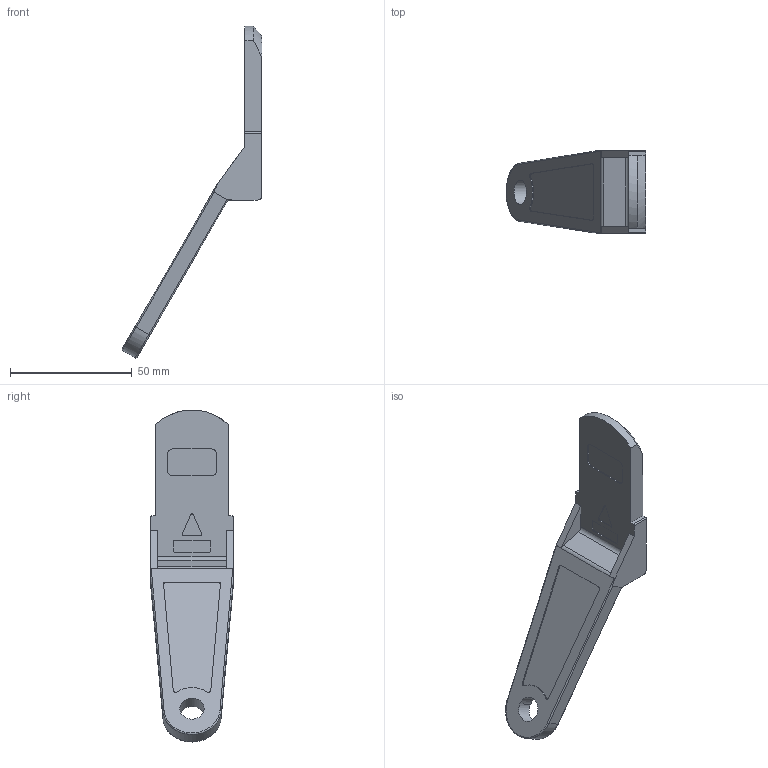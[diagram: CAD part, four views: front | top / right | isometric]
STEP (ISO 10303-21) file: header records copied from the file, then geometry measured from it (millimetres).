
FILE_DESCRIPTION((''),'2;1');
FILE_NAME('','2005-10-07T14:27:31',(''),(''),'','CADfix','');
FILE_SCHEMA(('AUTOMOTIVE_DESIGN'));
Length unit declared in the file: millimetre
Products named in the file (1): key_handle
Bounding box: 57.37 x 34 x 136.26 mm (x, y, z)
Volume: 31883.7 mm3; surface area: 11893.3 mm2
Topology: 1 solids, 1 shells, 71 faces, 193 edges, 128 vertices
Faces by surface type: bspline 71
Entity records: 2332 total; most frequent: CARTESIAN_POINT 1220, ORIENTED_EDGE 386, EDGE_CURVE 193, VERTEX_POINT 128, QUASI_UNIFORM_CURVE 116, EDGE_LOOP 77, FACE_OUTER_BOUND 71, ADVANCED_FACE 71
